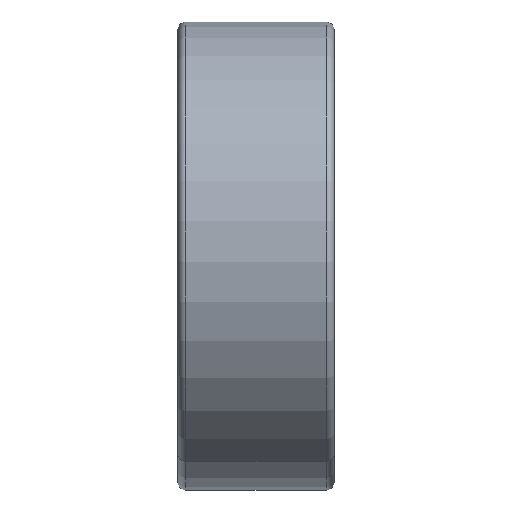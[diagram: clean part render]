
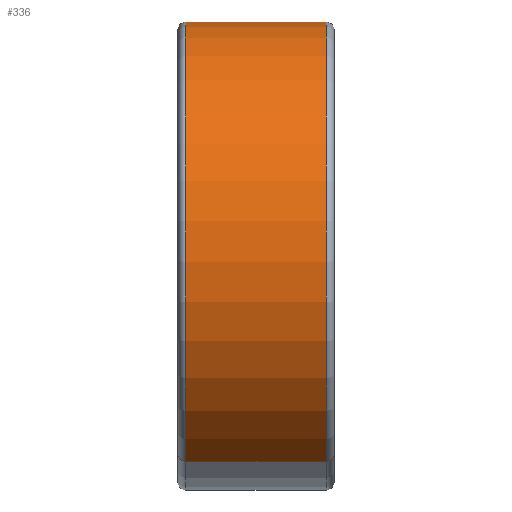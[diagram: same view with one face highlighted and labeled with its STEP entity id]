
A CAD part, left-side view. The second image highlights one B-rep face of the part: STEP entity #336.
In plain terms, the highlighted cylindrical face has radius 6 mm (diameter 12 mm), a partial arc.
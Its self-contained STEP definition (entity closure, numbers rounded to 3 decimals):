
#227=CARTESIAN_POINT('Vertex',(-2.877,3.8,-5.265)) ;
#230=CARTESIAN_POINT('Axis2P3D Location',(0.,3.8,0.)) ;
#234=CARTESIAN_POINT('Vertex',(2.877,3.8,5.265)) ;
#294=CARTESIAN_POINT('Axis2P3D Location',(0.,2.,0.)) ;
#299=CARTESIAN_POINT('Line Origine',(-2.877,2.,-5.265)) ;
#303=CARTESIAN_POINT('Vertex',(-2.877,0.2,-5.265)) ;
#306=CARTESIAN_POINT('Line Origine',(2.877,2.,5.265)) ;
#310=CARTESIAN_POINT('Vertex',(2.877,0.2,5.265)) ;
#325=CARTESIAN_POINT('Axis2P3D Location',(0.,0.2,0.)) ;
#231=DIRECTION('Axis2P3D Direction',(-0.,1.,0.)) ;
#295=DIRECTION('Axis2P3D Direction',(0.,1.,0.)) ;
#296=DIRECTION('Axis2P3D XDirection',(0.479,-0.,0.878)) ;
#300=DIRECTION('Vector Direction',(0.,1.,0.)) ;
#307=DIRECTION('Vector Direction',(0.,1.,0.)) ;
#326=DIRECTION('Axis2P3D Direction',(0.,1.,0.)) ;
#232=AXIS2_PLACEMENT_3D('Circle Axis2P3D',#230,#231,$) ;
#297=AXIS2_PLACEMENT_3D('Cylinder Axis2P3D',#294,#295,#296) ;
#327=AXIS2_PLACEMENT_3D('Circle Axis2P3D',#325,#326,$) ;
#331=ORIENTED_EDGE('',*,*,#312,.F.) ;
#332=ORIENTED_EDGE('',*,*,#236,.F.) ;
#333=ORIENTED_EDGE('',*,*,#305,.T.) ;
#334=ORIENTED_EDGE('',*,*,#329,.T.) ;
#301=VECTOR('Line Direction',#300,1.) ;
#308=VECTOR('Line Direction',#307,1.) ;
#336=ADVANCED_FACE('PartBody ( *SOL4 - wsp *MASTER -  -Non Smart-  )',(#335),#298,.T.) ;
#233=CIRCLE('generated circle',#232,6.) ;
#328=CIRCLE('generated circle',#327,6.) ;
#298=CYLINDRICAL_SURFACE('generated cylinder',#297,6.) ;
#236=EDGE_CURVE('',#228,#235,#233,.T.) ;
#305=EDGE_CURVE('',#228,#304,#302,.F.) ;
#312=EDGE_CURVE('',#235,#311,#309,.F.) ;
#329=EDGE_CURVE('',#304,#311,#328,.T.) ;
#330=EDGE_LOOP('',(#331,#332,#333,#334)) ;
#335=FACE_OUTER_BOUND('',#330,.T.) ;
#302=LINE('Line',#299,#301) ;
#309=LINE('Line',#306,#308) ;
#228=VERTEX_POINT('',#227) ;
#235=VERTEX_POINT('',#234) ;
#304=VERTEX_POINT('',#303) ;
#311=VERTEX_POINT('',#310) ;
